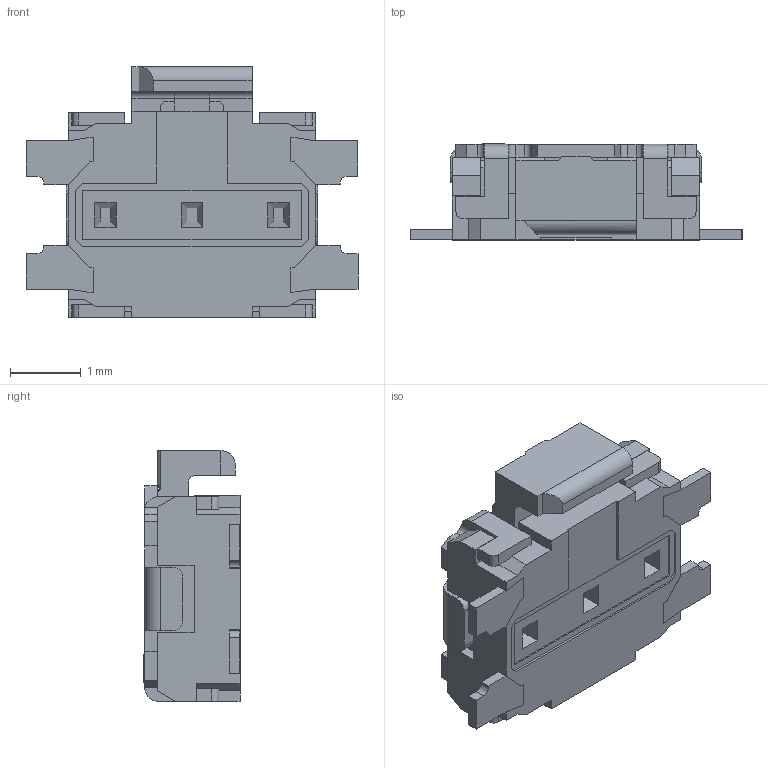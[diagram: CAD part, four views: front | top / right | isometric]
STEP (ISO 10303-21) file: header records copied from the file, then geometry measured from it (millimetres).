
FILE_DESCRIPTION(/* description */ (''),/* implementation_level */ '2;1');
FILE_NAME(/* name */ 'Panasonic EVQ-P7A01P.stp',/* time_stamp */ '2019-09-17T20:46:37+02:00',/* author */ ('User_99'),/* organization */ (''),/* preprocessor_version */ 'ST-DEVELOPER v16.5',/* originating_system */ 'Autodesk Inventor 2017',/* authorisation */ '');
FILE_SCHEMA (('AUTOMOTIVE_DESIGN { 1 0 10303 214 3 1 1 }'));
Length unit declared in the file: millimetre
Products named in the file (3): Panasonic EVQ-P7A01P; EVQP7-JA-01PCD; EVQP7-JA-01PAB
Assembly tree (2 placements, depth 2):
  Panasonic EVQ-P7A01P
    EVQP7-JA-01PCD
    EVQP7-JA-01PAB
Bounding box: 4.7 x 1.36 x 3.55 mm (x, y, z)
Volume: 12.9 mm3; surface area: 65.4 mm2
Topology: 5 solids, 5 shells, 392 faces, 1120 edges, 733 vertices
Faces by surface type: plane 339, cylinder 53
Entity records: 12709 total; most frequent: CARTESIAN_POINT 2276, ORIENTED_EDGE 2240, DIRECTION 2018, EDGE_CURVE 1120, LINE 1004, VECTOR 1004, VERTEX_POINT 733, AXIS2_PLACEMENT_3D 507
